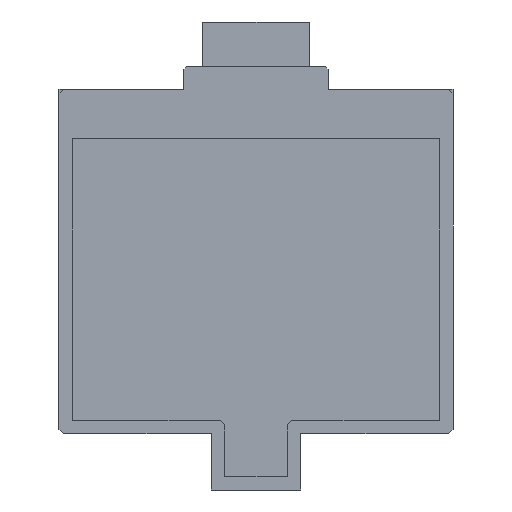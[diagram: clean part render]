
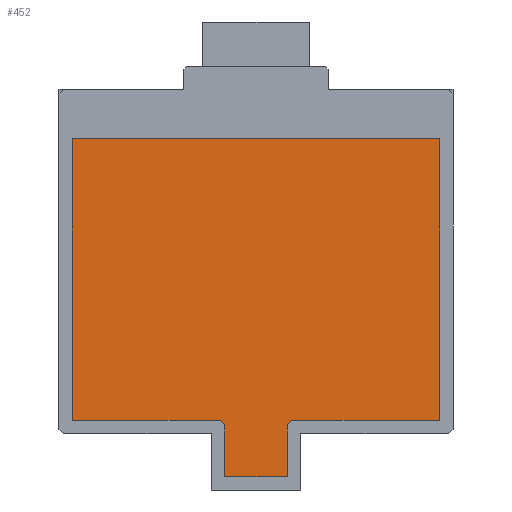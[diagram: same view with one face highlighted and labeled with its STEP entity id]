
A CAD part, left-side view. The second image highlights one B-rep face of the part: STEP entity #452.
In plain terms, the highlighted planar face has unit normal (-1, 0, 0).
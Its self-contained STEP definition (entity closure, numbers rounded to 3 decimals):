
#130=CARTESIAN_POINT('',(0.01,20.6,7.8));
#131=VERTEX_POINT('',#130);
#132=CARTESIAN_POINT('',(0.01,4.,7.8));
#133=VERTEX_POINT('',#132);
#134=CARTESIAN_POINT('',(0.01,20.6,7.8));
#135=DIRECTION('',(0.0,-1.0,0.0));
#136=VECTOR('',#135,16.6);
#137=LINE('',#134,#136);
#138=EDGE_CURVE('',#131,#133,#137,.T.);
#170=CARTESIAN_POINT('',(0.01,3.501,7.299));
#171=VERTEX_POINT('',#170);
#172=CARTESIAN_POINT('',(0.01,4.,7.8));
#173=DIRECTION('',(0.,-0.707,-0.708));
#174=VECTOR('',#173,0.707);
#175=LINE('',#172,#174);
#176=EDGE_CURVE('',#133,#171,#175,.T.);
#201=CARTESIAN_POINT('',(0.01,3.501,1.499));
#202=VERTEX_POINT('',#201);
#203=CARTESIAN_POINT('',(0.01,3.501,7.299));
#204=DIRECTION('',(0.0,0.0,-1.0));
#205=VECTOR('',#204,5.8);
#206=LINE('',#203,#205);
#207=EDGE_CURVE('',#171,#202,#206,.T.);
#232=CARTESIAN_POINT('',(0.01,-3.5,1.499));
#233=VERTEX_POINT('',#232);
#234=CARTESIAN_POINT('',(0.01,3.501,1.499));
#235=DIRECTION('',(0.0,-1.0,0.0));
#236=VECTOR('',#235,7.);
#237=LINE('',#234,#236);
#238=EDGE_CURVE('',#202,#233,#237,.T.);
#263=CARTESIAN_POINT('',(0.01,-3.5,7.299));
#264=VERTEX_POINT('',#263);
#265=CARTESIAN_POINT('',(0.01,-3.5,1.499));
#266=DIRECTION('',(0.0,0.0,1.0));
#267=VECTOR('',#266,5.8);
#268=LINE('',#265,#267);
#269=EDGE_CURVE('',#233,#264,#268,.T.);
#294=CARTESIAN_POINT('',(0.01,-4.,7.8));
#295=VERTEX_POINT('',#294);
#296=CARTESIAN_POINT('',(0.01,-3.5,7.299));
#297=DIRECTION('',(0.,-0.707,0.707));
#298=VECTOR('',#297,0.707);
#299=LINE('',#296,#298);
#300=EDGE_CURVE('',#264,#295,#299,.T.);
#325=CARTESIAN_POINT('',(0.01,-20.6,7.8));
#326=VERTEX_POINT('',#325);
#327=CARTESIAN_POINT('',(0.01,-4.,7.8));
#328=DIRECTION('',(0.0,-1.0,0.0));
#329=VECTOR('',#328,16.6);
#330=LINE('',#327,#329);
#331=EDGE_CURVE('',#295,#326,#330,.T.);
#356=CARTESIAN_POINT('',(0.01,-20.6,39.4));
#357=VERTEX_POINT('',#356);
#358=CARTESIAN_POINT('',(0.01,-20.6,7.8));
#359=DIRECTION('',(0.0,0.0,1.0));
#360=VECTOR('',#359,31.6);
#361=LINE('',#358,#360);
#362=EDGE_CURVE('',#326,#357,#361,.T.);
#387=CARTESIAN_POINT('',(0.01,20.6,39.4));
#388=VERTEX_POINT('',#387);
#389=CARTESIAN_POINT('',(0.01,-20.6,39.4));
#390=DIRECTION('',(0.0,1.0,0.0));
#391=VECTOR('',#390,41.2);
#392=LINE('',#389,#391);
#393=EDGE_CURVE('',#357,#388,#392,.T.);
#418=CARTESIAN_POINT('',(0.01,20.6,39.4));
#419=DIRECTION('',(0.0,0.0,-1.0));
#420=VECTOR('',#419,31.6);
#421=LINE('',#418,#420);
#422=EDGE_CURVE('',#388,#131,#421,.T.);
#435=CARTESIAN_POINT('',(0.01,0.,21.863));
#436=DIRECTION('',(1.0,0.0,0.0));
#437=DIRECTION('',(0.0,0.0,-1.0));
#438=AXIS2_PLACEMENT_3D('',#435,#436,#437);
#439=PLANE('',#438);
#440=ORIENTED_EDGE('',*,*,#138,.T.);
#441=ORIENTED_EDGE('',*,*,#176,.T.);
#442=ORIENTED_EDGE('',*,*,#207,.T.);
#443=ORIENTED_EDGE('',*,*,#238,.T.);
#444=ORIENTED_EDGE('',*,*,#269,.T.);
#445=ORIENTED_EDGE('',*,*,#300,.T.);
#446=ORIENTED_EDGE('',*,*,#331,.T.);
#447=ORIENTED_EDGE('',*,*,#362,.T.);
#448=ORIENTED_EDGE('',*,*,#393,.T.);
#449=ORIENTED_EDGE('',*,*,#422,.T.);
#450=EDGE_LOOP('',(#440,#441,#442,#443,#444,#445,#446,#447,#448,#449));
#451=FACE_OUTER_BOUND('',#450,.T.);
#452=ADVANCED_FACE('',(#451),#439,.F.);
